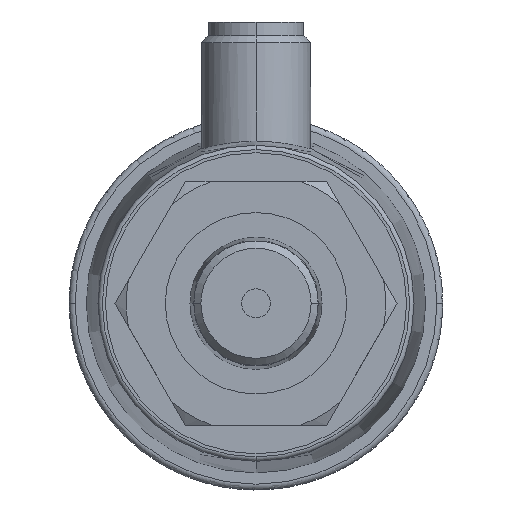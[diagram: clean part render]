
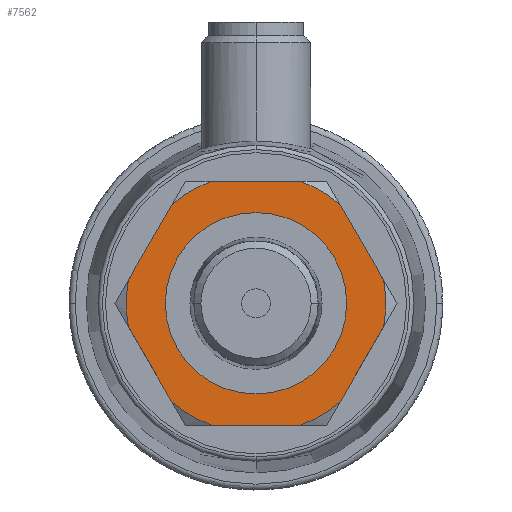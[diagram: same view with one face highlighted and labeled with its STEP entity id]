
A CAD part, front view. The second image highlights one B-rep face of the part: STEP entity #7562.
In plain terms, the highlighted planar face has unit normal (0, -1, 0).
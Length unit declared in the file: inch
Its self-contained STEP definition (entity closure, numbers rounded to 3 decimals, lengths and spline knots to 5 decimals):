
#3248=DIRECTION('',(1.,0.,0.));
#3249=VECTOR('',#3248,0.38006);
#3250=CARTESIAN_POINT('',(-0.19003,-0.478,0.53));
#3251=LINE('',#3250,#3249);
#3252=CARTESIAN_POINT('',(0.,-0.478,0.));
#3253=DIRECTION('',(0.,1.,0.));
#3254=DIRECTION('',(0.338,0.,0.941));
#3255=AXIS2_PLACEMENT_3D('',#3252,#3253,#3254);
#3257=DIRECTION('',(-0.5,0.,0.866));
#3258=VECTOR('',#3257,0.38004);
#3259=CARTESIAN_POINT('',(0.55401,-0.478,0.10044));
#3260=LINE('',#3259,#3258);
#3261=DIRECTION('',(-0.5,0.,-0.866));
#3262=VECTOR('',#3261,0.38004);
#3263=CARTESIAN_POINT('',(0.55401,-0.478,-0.10044));
#3264=LINE('',#3263,#3262);
#3265=CARTESIAN_POINT('',(0.,-0.478,0.));
#3266=DIRECTION('',(0.,-1.,0.));
#3267=DIRECTION('',(0.338,0.,-0.941));
#3268=AXIS2_PLACEMENT_3D('',#3265,#3266,#3267);
#3270=DIRECTION('',(-1.,0.,0.));
#3271=VECTOR('',#3270,0.38006);
#3272=CARTESIAN_POINT('',(0.19003,-0.478,-0.53));
#3273=LINE('',#3272,#3271);
#3274=CARTESIAN_POINT('',(0.,-0.478,0.));
#3275=DIRECTION('',(0.,-1.,0.));
#3276=DIRECTION('',(-0.646,0.,-0.763));
#3277=AXIS2_PLACEMENT_3D('',#3274,#3275,#3276);
#3279=DIRECTION('',(0.5,0.,-0.866));
#3280=VECTOR('',#3279,0.38004);
#3281=CARTESIAN_POINT('',(-0.55401,-0.478,-0.10044));
#3282=LINE('',#3281,#3280);
#3283=DIRECTION('',(0.5,0.,0.866));
#3284=VECTOR('',#3283,0.38004);
#3285=CARTESIAN_POINT('',(-0.55401,-0.478,0.10044));
#3286=LINE('',#3285,#3284);
#3287=CARTESIAN_POINT('',(0.,-0.478,0.));
#3288=DIRECTION('',(0.,1.,0.));
#3289=DIRECTION('',(-0.646,0.,0.763));
#3290=AXIS2_PLACEMENT_3D('',#3287,#3288,#3289);
#3296=CARTESIAN_POINT('',(0.,-0.478,0.));
#3297=DIRECTION('',(0.,1.,0.));
#3298=DIRECTION('',(-1.,0.,0.));
#3299=AXIS2_PLACEMENT_3D('',#3296,#3297,#3298);
#3305=CARTESIAN_POINT('',(0.,-0.478,0.));
#3306=DIRECTION('',(0.,-1.,0.));
#3307=DIRECTION('',(-1.,0.,0.));
#3308=AXIS2_PLACEMENT_3D('',#3305,#3306,#3307);
#3417=CARTESIAN_POINT('',(0.36399,-0.478,-0.42957));
#3419=CARTESIAN_POINT('',(0.19003,-0.478,-0.53));
#3426=CARTESIAN_POINT('',(0.,-0.478,0.));
#3427=DIRECTION('',(0.,-1.,0.));
#3428=DIRECTION('',(0.984,0.,-0.178));
#3429=AXIS2_PLACEMENT_3D('',#3426,#3427,#3428);
#3438=CARTESIAN_POINT('',(0.55401,-0.478,-0.10044));
#3450=CARTESIAN_POINT('',(-0.19003,-0.478,-0.53));
#3452=CARTESIAN_POINT('',(-0.36399,-0.478,-0.42957));
#3464=CARTESIAN_POINT('',(-0.55401,-0.478,-0.10044));
#3473=CARTESIAN_POINT('',(0.,-0.478,0.));
#3474=DIRECTION('',(0.,-1.,0.));
#3475=DIRECTION('',(-0.984,0.,0.178));
#3476=AXIS2_PLACEMENT_3D('',#3473,#3474,#3475);
#4153=CARTESIAN_POINT('',(-0.3935,-0.478,0.));
#4155=VERTEX_POINT('',#4153);
#4163=CARTESIAN_POINT('',(0.3935,-0.478,0.));
#4165=VERTEX_POINT('',#4163);
#4208=VERTEX_POINT('',#3417);
#4209=VERTEX_POINT('',#3438);
#4212=VERTEX_POINT('',#3450);
#4213=VERTEX_POINT('',#3419);
#4215=VERTEX_POINT('',#3464);
#4216=VERTEX_POINT('',#3452);
#4217=CARTESIAN_POINT('',(-0.19003,-0.478,0.53));
#4218=CARTESIAN_POINT('',(0.19003,-0.478,0.53));
#4219=VERTEX_POINT('',#4217);
#4220=VERTEX_POINT('',#4218);
#4221=CARTESIAN_POINT('',(0.55401,-0.478,0.10044));
#4222=CARTESIAN_POINT('',(0.36399,-0.478,0.42957));
#4223=VERTEX_POINT('',#4221);
#4224=VERTEX_POINT('',#4222);
#4225=CARTESIAN_POINT('',(-0.55401,-0.478,0.10044));
#4226=CARTESIAN_POINT('',(-0.36399,-0.478,0.42957));
#4227=VERTEX_POINT('',#4225);
#4228=VERTEX_POINT('',#4226);
#7526=CARTESIAN_POINT('',(0.,-0.478,0.));
#7527=DIRECTION('',(0.,-1.,0.));
#7528=DIRECTION('',(-1.,0.,0.));
#7529=AXIS2_PLACEMENT_3D('',#7526,#7527,#7528);
#7530=PLANE('',#7529);
#7531=ORIENTED_EDGE('',*,*,#7512,.T.);
#7533=ORIENTED_EDGE('',*,*,#7532,.T.);
#7535=ORIENTED_EDGE('',*,*,#7534,.F.);
#7537=ORIENTED_EDGE('',*,*,#7536,.F.);
#7539=ORIENTED_EDGE('',*,*,#7538,.T.);
#7541=ORIENTED_EDGE('',*,*,#7540,.F.);
#7543=ORIENTED_EDGE('',*,*,#7542,.T.);
#7545=ORIENTED_EDGE('',*,*,#7544,.F.);
#7547=ORIENTED_EDGE('',*,*,#7546,.F.);
#7549=ORIENTED_EDGE('',*,*,#7548,.F.);
#7551=ORIENTED_EDGE('',*,*,#7550,.T.);
#7553=ORIENTED_EDGE('',*,*,#7552,.T.);
#7554=EDGE_LOOP('',(#7531,#7533,#7535,#7537,#7539,#7541,#7543,#7545,#7547,#7549,
#7551,#7553));
#7555=FACE_OUTER_BOUND('',#7554,.F.);
#7557=ORIENTED_EDGE('',*,*,#7556,.F.);
#7559=ORIENTED_EDGE('',*,*,#7558,.T.);
#7560=EDGE_LOOP('',(#7557,#7559));
#7561=FACE_BOUND('',#7560,.F.);
#7562=ADVANCED_FACE('',(#7555,#7561),#7530,.T.);
#3256=CIRCLE('',#3255,0.56304);
#3269=CIRCLE('',#3268,0.56304);
#3278=CIRCLE('',#3277,0.56304);
#3291=CIRCLE('',#3290,0.56304);
#3300=CIRCLE('',#3299,0.3935);
#3309=CIRCLE('',#3308,0.3935);
#3430=CIRCLE('',#3429,0.56304);
#3477=CIRCLE('',#3476,0.56304);
#7512=EDGE_CURVE('',#4219,#4220,#3251,.T.);
#7532=EDGE_CURVE('',#4220,#4224,#3256,.T.);
#7534=EDGE_CURVE('',#4223,#4224,#3260,.T.);
#7536=EDGE_CURVE('',#4209,#4223,#3430,.T.);
#7538=EDGE_CURVE('',#4209,#4208,#3264,.T.);
#7540=EDGE_CURVE('',#4213,#4208,#3269,.T.);
#7542=EDGE_CURVE('',#4213,#4212,#3273,.T.);
#7544=EDGE_CURVE('',#4216,#4212,#3278,.T.);
#7546=EDGE_CURVE('',#4215,#4216,#3282,.T.);
#7548=EDGE_CURVE('',#4227,#4215,#3477,.T.);
#7550=EDGE_CURVE('',#4227,#4228,#3286,.T.);
#7552=EDGE_CURVE('',#4228,#4219,#3291,.T.);
#7556=EDGE_CURVE('',#4155,#4165,#3300,.T.);
#7558=EDGE_CURVE('',#4155,#4165,#3309,.T.);
